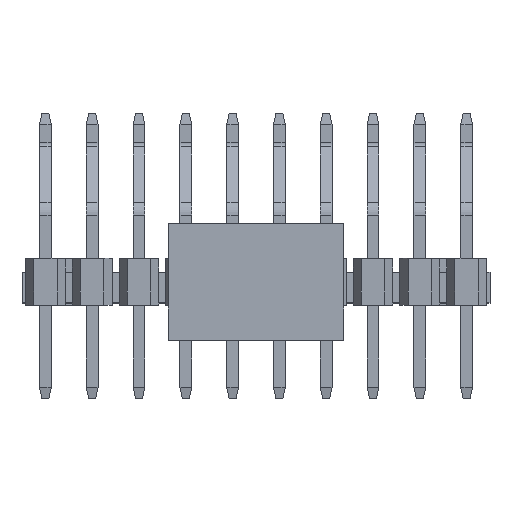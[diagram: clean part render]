
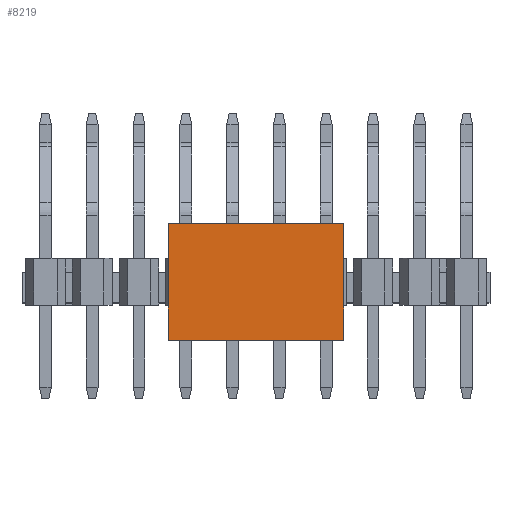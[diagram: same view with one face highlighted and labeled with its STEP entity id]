
A CAD part, top view. The second image highlights one B-rep face of the part: STEP entity #8219.
In plain terms, the highlighted planar face has unit normal (0, 0, 1).
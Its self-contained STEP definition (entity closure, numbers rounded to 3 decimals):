
#2308=ORIENTED_EDGE('',*,*,#3544,.T.);
#2309=ORIENTED_EDGE('',*,*,#3545,.F.);
#2310=ORIENTED_EDGE('',*,*,#3546,.F.);
#2311=ORIENTED_EDGE('',*,*,#3541,.T.);
#3541=EDGE_CURVE('',#4242,#4241,#5281,.T.);
#3544=EDGE_CURVE('',#4241,#4244,#5284,.T.);
#3545=EDGE_CURVE('',#4245,#4244,#5285,.T.);
#3546=EDGE_CURVE('',#4242,#4245,#5286,.T.);
#4241=VERTEX_POINT('',#13161);
#4242=VERTEX_POINT('',#13163);
#4244=VERTEX_POINT('',#13169);
#4245=VERTEX_POINT('',#13171);
#5281=LINE('',#13162,#6341);
#5284=LINE('',#13168,#6344);
#5285=LINE('',#13170,#6345);
#5286=LINE('',#13172,#6346);
#6341=VECTOR('',#10867,1000.);
#6344=VECTOR('',#10872,1000.);
#6345=VECTOR('',#10873,1000.);
#6346=VECTOR('',#10874,1000.);
#6851=EDGE_LOOP('',(#2308,#2309,#2310,#2311));
#7347=FACE_BOUND('',#6851,.T.);
#7767=PLANE('',#8790);
#8219=ADVANCED_FACE('',(#7347),#7767,.F.);
#8790=AXIS2_PLACEMENT_3D('',#13167,#10870,#10871);
#10867=DIRECTION('',(0.,1.,0.));
#10870=DIRECTION('',(0.,0.,-1.));
#10871=DIRECTION('',(-1.,0.,0.));
#10872=DIRECTION('',(-1.,0.,0.));
#10873=DIRECTION('',(0.,1.,0.));
#10874=DIRECTION('',(-1.,0.,0.));
#13161=CARTESIAN_POINT('',(3.75,2.5,1.5));
#13162=CARTESIAN_POINT('',(3.75,-2.5,1.5));
#13163=CARTESIAN_POINT('',(3.75,-2.5,1.5));
#13167=CARTESIAN_POINT('',(3.75,-2.5,1.5));
#13168=CARTESIAN_POINT('',(3.75,2.5,1.5));
#13169=CARTESIAN_POINT('',(-3.75,2.5,1.5));
#13170=CARTESIAN_POINT('',(-3.75,-2.5,1.5));
#13171=CARTESIAN_POINT('',(-3.75,-2.5,1.5));
#13172=CARTESIAN_POINT('',(3.75,-2.5,1.5));
